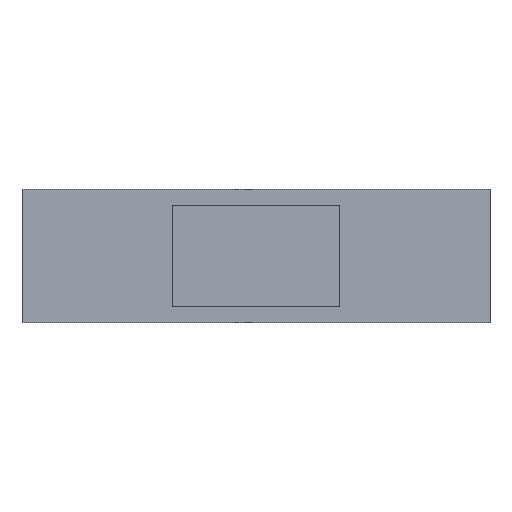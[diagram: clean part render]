
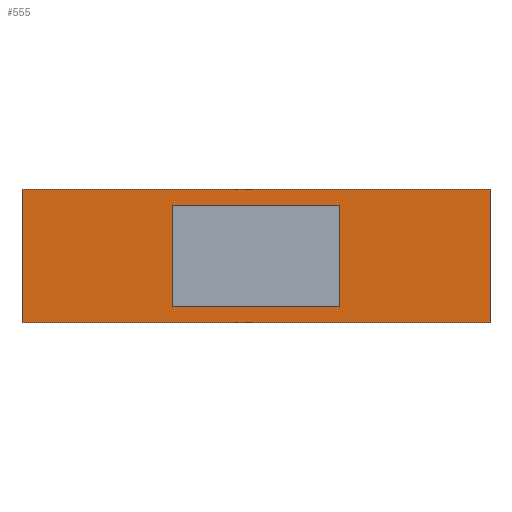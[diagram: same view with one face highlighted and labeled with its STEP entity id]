
A CAD part, top view. The second image highlights one B-rep face of the part: STEP entity #555.
In plain terms, the highlighted planar face has unit normal (0, 0, 1).
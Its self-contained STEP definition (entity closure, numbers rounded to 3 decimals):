
#15=FACE_BOUND('',#81,.T.);
#49=FACE_OUTER_BOUND('',#80,.T.);
#80=EDGE_LOOP('',(#467,#468,#469,#470));
#81=EDGE_LOOP('',(#471,#472,#473,#474));
#87=LINE('',#742,#159);
#91=LINE('',#750,#163);
#94=LINE('',#756,#166);
#97=LINE('',#761,#169);
#149=LINE('',#871,#221);
#152=LINE('',#877,#224);
#155=LINE('',#883,#227);
#158=LINE('',#887,#230);
#159=VECTOR('',#606,10.);
#163=VECTOR('',#612,10.);
#166=VECTOR('',#617,10.);
#169=VECTOR('',#622,10.);
#221=VECTOR('',#718,10.);
#224=VECTOR('',#723,10.);
#227=VECTOR('',#728,10.);
#230=VECTOR('',#733,10.);
#231=VERTEX_POINT('',#740);
#232=VERTEX_POINT('',#741);
#235=VERTEX_POINT('',#749);
#237=VERTEX_POINT('',#755);
#273=VERTEX_POINT('',#868);
#274=VERTEX_POINT('',#870);
#276=VERTEX_POINT('',#876);
#278=VERTEX_POINT('',#882);
#279=EDGE_CURVE('',#231,#232,#87,.T.);
#283=EDGE_CURVE('',#235,#231,#91,.T.);
#286=EDGE_CURVE('',#237,#235,#94,.T.);
#289=EDGE_CURVE('',#232,#237,#97,.T.);
#341=EDGE_CURVE('',#274,#273,#149,.T.);
#344=EDGE_CURVE('',#276,#274,#152,.T.);
#347=EDGE_CURVE('',#278,#276,#155,.T.);
#350=EDGE_CURVE('',#273,#278,#158,.T.);
#467=ORIENTED_EDGE('',*,*,#350,.T.);
#468=ORIENTED_EDGE('',*,*,#347,.T.);
#469=ORIENTED_EDGE('',*,*,#344,.T.);
#470=ORIENTED_EDGE('',*,*,#341,.T.);
#471=ORIENTED_EDGE('',*,*,#279,.T.);
#472=ORIENTED_EDGE('',*,*,#289,.T.);
#473=ORIENTED_EDGE('',*,*,#286,.T.);
#474=ORIENTED_EDGE('',*,*,#283,.T.);
#524=PLANE('',#600);
#555=ADVANCED_FACE('',(#49,#15),#524,.T.);
#600=AXIS2_PLACEMENT_3D('',#888,#734,#735);
#606=DIRECTION('',(0.,-1.,0.));
#612=DIRECTION('',(1.,0.,0.));
#617=DIRECTION('',(0.,1.,0.));
#622=DIRECTION('',(-1.,0.,0.));
#718=DIRECTION('',(0.,-1.,0.));
#723=DIRECTION('',(-1.,0.,0.));
#728=DIRECTION('',(0.,1.,0.));
#733=DIRECTION('',(1.,0.,0.));
#734=DIRECTION('center_axis',(0.,0.,1.));
#735=DIRECTION('ref_axis',(1.,0.,0.));
#740=CARTESIAN_POINT('',(47.5,37.5,4.));
#741=CARTESIAN_POINT('',(47.5,22.5,4.));
#742=CARTESIAN_POINT('',(47.5,33.75,4.));
#749=CARTESIAN_POINT('',(22.5,37.5,4.));
#750=CARTESIAN_POINT('',(28.75,37.5,4.));
#755=CARTESIAN_POINT('',(22.5,22.5,4.));
#756=CARTESIAN_POINT('',(22.5,26.25,4.));
#761=CARTESIAN_POINT('',(41.25,22.5,4.));
#868=CARTESIAN_POINT('',(0.,20.,4.));
#870=CARTESIAN_POINT('',(0.,40.,4.));
#871=CARTESIAN_POINT('',(0.,20.,4.));
#876=CARTESIAN_POINT('',(70.,40.,4.));
#877=CARTESIAN_POINT('',(0.,40.,4.));
#882=CARTESIAN_POINT('',(70.,20.,4.));
#883=CARTESIAN_POINT('',(70.,40.,4.));
#887=CARTESIAN_POINT('',(70.,20.,4.));
#888=CARTESIAN_POINT('Origin',(35.,30.,4.));
